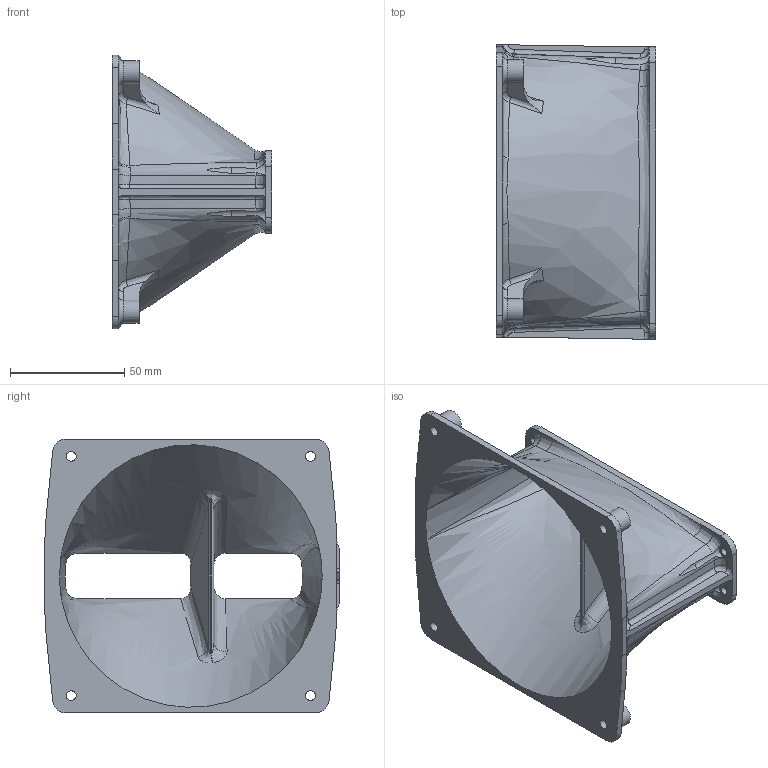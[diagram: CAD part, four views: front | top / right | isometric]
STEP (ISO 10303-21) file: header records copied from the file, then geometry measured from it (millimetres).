
FILE_DESCRIPTION(/* description */ (''),/* implementation_level */ '2;1');
FILE_NAME(/* name */ 'Aladdin_00441.stp',/* time_stamp */ '2024-12-19T15:43:08+01:00',/* author */ (''),/* organization */ (''),/* preprocessor_version */ 'ST-DEVELOPER v19.4',/* originating_system */ 'SIEMENS PLM Software NX2306.9102',/* authorisation */ '');
FILE_SCHEMA (('AUTOMOTIVE_DESIGN { 1 0 10303 214 3 1 1 1 }'));
Length unit declared in the file: millimetre
Products named in the file (1): 00441 fan funnel_objects
Bounding box: 70 x 129 x 120 mm (x, y, z)
Volume: 104138.8 mm3; surface area: 64163.6 mm2
Topology: 1 solids, 1 shells, 193 faces, 514 edges, 322 vertices
Faces by surface type: bspline 98, plane 45, cylinder 42, cone 4, torus 4
Full cylindrical faces by diameter (mm): 3.5 x4, 4.3 x4, 5.9 x2
Entity records: 10424 total; most frequent: CARTESIAN_POINT 6452, ORIENTED_EDGE 1004, DIRECTION 534, EDGE_CURVE 502, VERTEX_POINT 320, B_SPLINE_CURVE_WITH_KNOTS 272, EDGE_LOOP 222, AXIS2_PLACEMENT_3D 208
